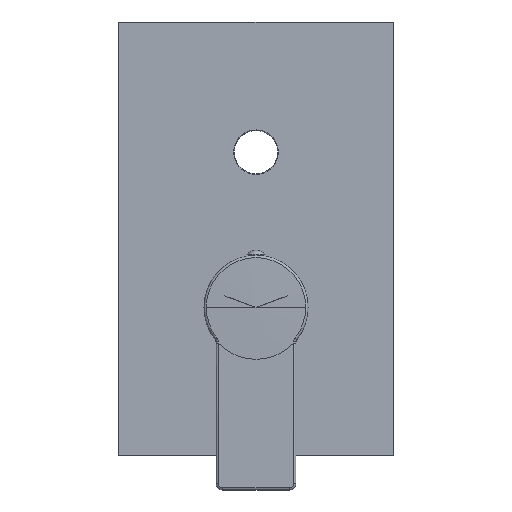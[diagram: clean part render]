
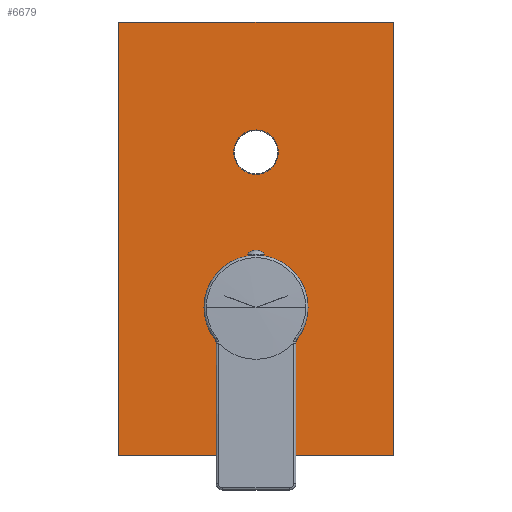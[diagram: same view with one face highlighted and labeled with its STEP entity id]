
A CAD part, top view. The second image highlights one B-rep face of the part: STEP entity #6679.
In plain terms, the highlighted planar face has unit normal (0, 0, 1).
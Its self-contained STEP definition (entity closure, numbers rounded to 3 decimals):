
#5625=DIRECTION('',(0.,1.,0.));
#5626=VECTOR('',#5625,190.);
#5627=CARTESIAN_POINT('',(60.,-65.,-2.));
#5628=LINE('',#5627,#5626);
#5629=DIRECTION('',(1.,0.,0.));
#5630=VECTOR('',#5629,120.);
#5631=CARTESIAN_POINT('',(-60.,-65.,-2.));
#5632=LINE('',#5631,#5630);
#5633=DIRECTION('',(0.,-1.,0.));
#5634=VECTOR('',#5633,190.);
#5635=CARTESIAN_POINT('',(-60.,125.,-2.));
#5636=LINE('',#5635,#5634);
#5637=DIRECTION('',(-1.,0.,0.));
#5638=VECTOR('',#5637,120.);
#5639=CARTESIAN_POINT('',(60.,125.,-2.));
#5640=LINE('',#5639,#5638);
#5641=CARTESIAN_POINT('',(0.,0.,-2.));
#5642=DIRECTION('',(0.,0.,-1.));
#5643=DIRECTION('',(-1.,0.,0.));
#5644=AXIS2_PLACEMENT_3D('',#5641,#5642,#5643);
#5646=CARTESIAN_POINT('',(0.,0.,-2.));
#5647=DIRECTION('',(0.,0.,-1.));
#5648=DIRECTION('',(1.,0.,0.));
#5649=AXIS2_PLACEMENT_3D('',#5646,#5647,#5648);
#5651=CARTESIAN_POINT('',(0.,68.,-2.));
#5652=DIRECTION('',(0.,0.,-1.));
#5653=DIRECTION('',(-1.,0.,0.));
#5654=AXIS2_PLACEMENT_3D('',#5651,#5652,#5653);
#5656=CARTESIAN_POINT('',(0.,68.,-2.));
#5657=DIRECTION('',(0.,0.,-1.));
#5658=DIRECTION('',(1.,0.,0.));
#5659=AXIS2_PLACEMENT_3D('',#5656,#5657,#5658);
#5985=CARTESIAN_POINT('',(-22.8,0.,-2.));
#5986=CARTESIAN_POINT('',(22.8,0.,-2.));
#5987=VERTEX_POINT('',#5985);
#5988=VERTEX_POINT('',#5986);
#5989=CARTESIAN_POINT('',(-9.75,68.,-2.));
#5990=CARTESIAN_POINT('',(9.75,68.,-2.));
#5991=VERTEX_POINT('',#5989);
#5992=VERTEX_POINT('',#5990);
#5993=CARTESIAN_POINT('',(60.,-65.,-2.));
#5994=CARTESIAN_POINT('',(60.,125.,-2.));
#5995=VERTEX_POINT('',#5993);
#5996=VERTEX_POINT('',#5994);
#5997=CARTESIAN_POINT('',(-60.,125.,-2.));
#5998=VERTEX_POINT('',#5997);
#5999=CARTESIAN_POINT('',(-60.,-65.,-2.));
#6000=VERTEX_POINT('',#5999);
#6656=CARTESIAN_POINT('',(0.,30.,-2.));
#6657=DIRECTION('',(0.,0.,1.));
#6658=DIRECTION('',(-1.,0.,0.));
#6659=AXIS2_PLACEMENT_3D('',#6656,#6657,#6658);
#6660=PLANE('',#6659);
#6661=ORIENTED_EDGE('',*,*,#6476,.F.);
#6662=ORIENTED_EDGE('',*,*,#6584,.F.);
#6663=ORIENTED_EDGE('',*,*,#6319,.F.);
#6664=ORIENTED_EDGE('',*,*,#6367,.F.);
#6665=EDGE_LOOP('',(#6661,#6662,#6663,#6664));
#6666=FACE_OUTER_BOUND('',#6665,.F.);
#6668=ORIENTED_EDGE('',*,*,#6667,.F.);
#6670=ORIENTED_EDGE('',*,*,#6669,.F.);
#6671=EDGE_LOOP('',(#6668,#6670));
#6672=FACE_BOUND('',#6671,.F.);
#6674=ORIENTED_EDGE('',*,*,#6673,.F.);
#6676=ORIENTED_EDGE('',*,*,#6675,.F.);
#6677=EDGE_LOOP('',(#6674,#6676));
#6678=FACE_BOUND('',#6677,.F.);
#6679=ADVANCED_FACE('',(#6666,#6672,#6678),#6660,.T.);
#5645=CIRCLE('',#5644,22.8);
#5650=CIRCLE('',#5649,22.8);
#5655=CIRCLE('',#5654,9.75);
#5660=CIRCLE('',#5659,9.75);
#6319=EDGE_CURVE('',#5998,#6000,#5636,.T.);
#6367=EDGE_CURVE('',#5996,#5998,#5640,.T.);
#6476=EDGE_CURVE('',#5995,#5996,#5628,.T.);
#6584=EDGE_CURVE('',#6000,#5995,#5632,.T.);
#6667=EDGE_CURVE('',#5987,#5988,#5645,.T.);
#6669=EDGE_CURVE('',#5988,#5987,#5650,.T.);
#6673=EDGE_CURVE('',#5991,#5992,#5655,.T.);
#6675=EDGE_CURVE('',#5992,#5991,#5660,.T.);
